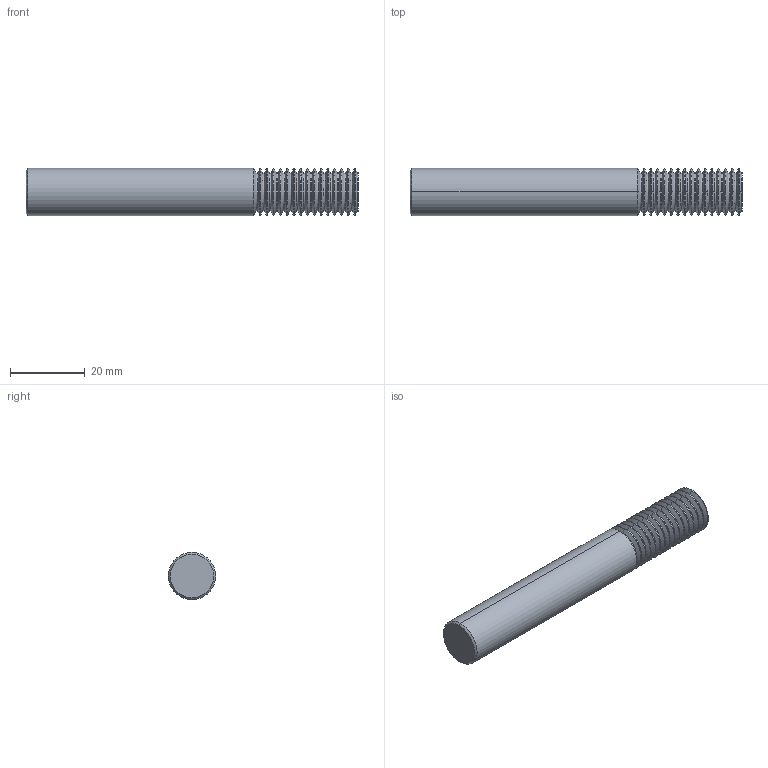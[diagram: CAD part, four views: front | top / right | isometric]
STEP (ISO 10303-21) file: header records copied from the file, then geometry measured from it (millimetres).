
FILE_DESCRIPTION (( 'STEP AP203' ), '1' );
FILE_NAME ('TM490-14.STEP', '2021-09-09T19:41:48', ( '' ), ( '' ), 'SwSTEP 2.0', 'SolidWorks 2020', '' );
FILE_SCHEMA (( 'CONFIG_CONTROL_DESIGN' ));
Length unit declared in the file: inch
Products named in the file (1): TM490-14
Bounding box: 88.9 x 12.69 x 12.69 mm (x, y, z)
Volume: 10497.3 mm3; surface area: 4305.8 mm2
Topology: 1 solids, 1 shells, 130 faces, 258 edges, 130 vertices
Faces by surface type: cylinder 64, cone 64, plane 2
Entity records: 3323 total; most frequent: DIRECTION 650, CARTESIAN_POINT 519, ORIENTED_EDGE 516, AXIS2_PLACEMENT_3D 261, EDGE_CURVE 258, FACE_OUTER_BOUND 130, ADVANCED_FACE 130, EDGE_LOOP 130
